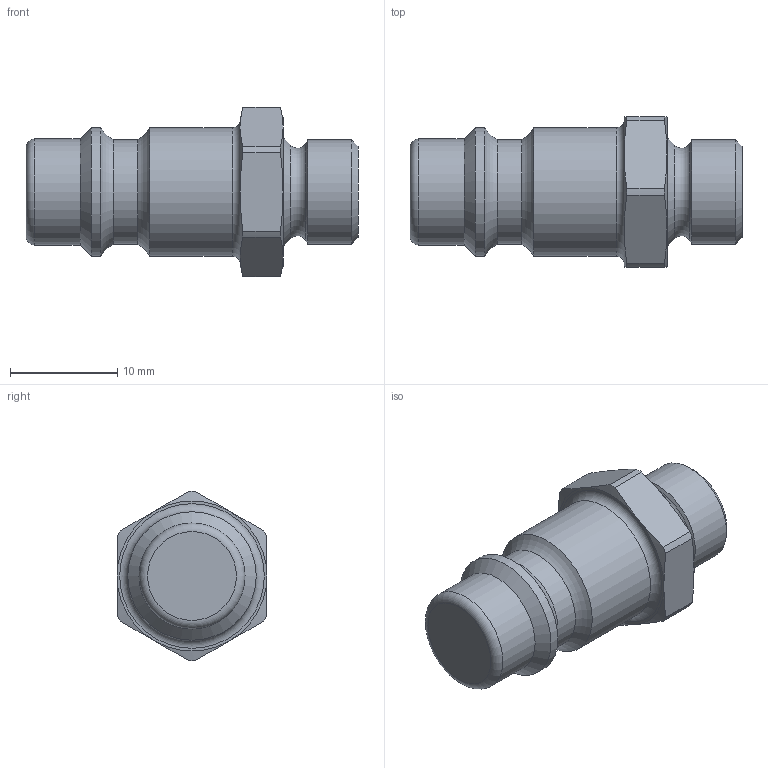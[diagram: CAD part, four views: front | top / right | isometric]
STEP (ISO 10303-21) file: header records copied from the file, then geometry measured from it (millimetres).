
FILE_DESCRIPTION((''),'2;1');
FILE_NAME('25sfaw10rxx.stp','2012-06-28T11:36:23',('AS035480'),(''),'Autodesk Inventor 2011','Autodesk Inventor 2011','');
FILE_SCHEMA(('AUTOMOTIVE_DESIGN { 1 0 10303 214 1 1 1 1 }'));
Length unit declared in the file: millimetre
Products named in the file (1): D103713
Bounding box: 31 x 14 x 15.8 mm (x, y, z)
Volume: 3078.5 mm3; surface area: 1414.2 mm2
Topology: 1 solids, 1 shells, 42 faces, 90 edges, 52 vertices
Faces by surface type: cone 16, cylinder 11, plane 10, torus 5
Full cylindrical faces by diameter (mm): 9.728 x1, 9.75 x1, 9.9 x1, 12 x2
Entity records: 1054 total; most frequent: CARTESIAN_POINT 219, DIRECTION 178, ORIENTED_EDGE 152, AXIS2_PLACEMENT_3D 83, EDGE_CURVE 76, EDGE_LOOP 58, VERTEX_POINT 52, FACE_OUTER_BOUND 42
